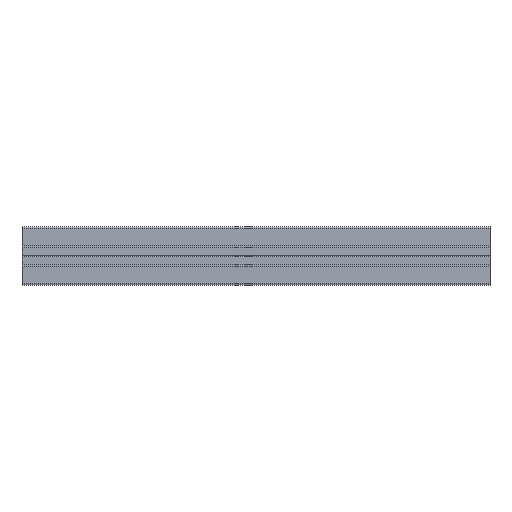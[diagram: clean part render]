
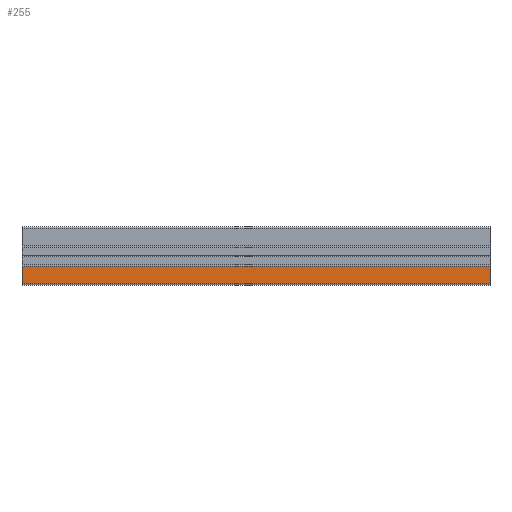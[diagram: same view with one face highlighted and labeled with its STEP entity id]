
A CAD part, left-side view. The second image highlights one B-rep face of the part: STEP entity #255.
In plain terms, the highlighted planar face has unit normal (-1, 0, 0).
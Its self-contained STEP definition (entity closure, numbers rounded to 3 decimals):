
#255=ADVANCED_FACE('',(#541),#542,.T.);
#541=FACE_OUTER_BOUND('',#856,.T.);
#542=PLANE('',#857);
#856=EDGE_LOOP('',(#1576,#1577,#1578,#1579));
#857=AXIS2_PLACEMENT_3D('',#1580,#1581,#1582);
#1576=ORIENTED_EDGE('',*,*,#1992,.T.);
#1577=ORIENTED_EDGE('',*,*,#2229,.F.);
#1578=ORIENTED_EDGE('',*,*,#2294,.T.);
#1579=ORIENTED_EDGE('',*,*,#2295,.T.);
#1580=CARTESIAN_POINT('',(-10.,0.0,0.));
#1581=DIRECTION('',(-1.0,-0.0,0.0));
#1582=DIRECTION('',(0.0,0.,-1.0));
#1992=EDGE_CURVE('',#2397,#2401,#2403,.T.);
#2229=EDGE_CURVE('',#2789,#2401,#2791,.T.);
#2294=EDGE_CURVE('',#2789,#2881,#2882,.T.);
#2295=EDGE_CURVE('',#2881,#2397,#2883,.T.);
#2397=VERTEX_POINT('',#3004);
#2401=VERTEX_POINT('',#3010);
#2403=LINE('',#3013,#3014);
#2789=VERTEX_POINT('',#3569);
#2791=LINE('',#3571,#3572);
#2881=VERTEX_POINT('',#3700);
#2882=LINE('',#3701,#3702);
#2883=LINE('',#3703,#3704);
#3004=CARTESIAN_POINT('',(-10.0,-160.0,-3.5));
#3010=CARTESIAN_POINT('',(-10.,0.,-3.5));
#3013=CARTESIAN_POINT('',(-10.,0.,-3.5));
#3014=VECTOR('',#3859,1.0);
#3569=CARTESIAN_POINT('',(-10.,0.,-9.5));
#3571=CARTESIAN_POINT('',(-10.,0.,-9.5));
#3572=VECTOR('',#4092,1.0);
#3700=CARTESIAN_POINT('',(-10.,-160.0,-9.5));
#3701=CARTESIAN_POINT('',(-10.,0.,-9.5));
#3702=VECTOR('',#4158,1.0);
#3703=CARTESIAN_POINT('',(-10.,-160.0,-9.5));
#3704=VECTOR('',#4159,1.0);
#3859=DIRECTION('',(0.0,1.0,0.));
#4092=DIRECTION('',(0.0,0.,1.0));
#4158=DIRECTION('',(0.0,-1.0,0.));
#4159=DIRECTION('',(0.0,0.,1.0));
